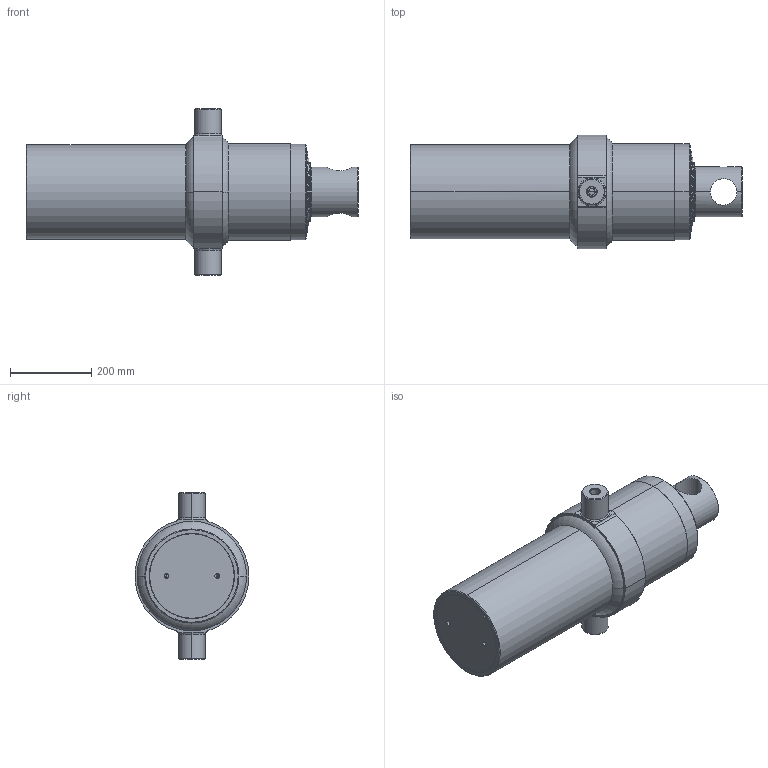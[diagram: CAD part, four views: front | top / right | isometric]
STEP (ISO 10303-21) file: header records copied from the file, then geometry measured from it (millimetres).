
FILE_DESCRIPTION (( 'STEP AP203' ), '1' );
FILE_NAME ('430.L.STEP', '2014-10-27T11:00:54', ( '' ), ( '' ), 'SwSTEP 2.0', 'SolidWorks 2013', '' );
FILE_SCHEMA (( 'CONFIG_CONTROL_DESIGN' ));
Length unit declared in the file: millimetre
Products named in the file (1): 430.L
Bounding box: 818 x 280.48 x 410 mm (x, y, z)
Surface area: 2037437.4 mm2 (no closed solid volume)
Topology: 0 solids, 18 shells, 121 faces, 310 edges, 200 vertices
Faces by surface type: cylinder 53, cone 34, plane 24, torus 10
Entity records: 4340 total; most frequent: CARTESIAN_POINT 1238, DIRECTION 716, ORIENTED_EDGE 540, EDGE_CURVE 310, AXIS2_PLACEMENT_3D 306, VERTEX_POINT 200, CIRCLE 184, EDGE_LOOP 138
